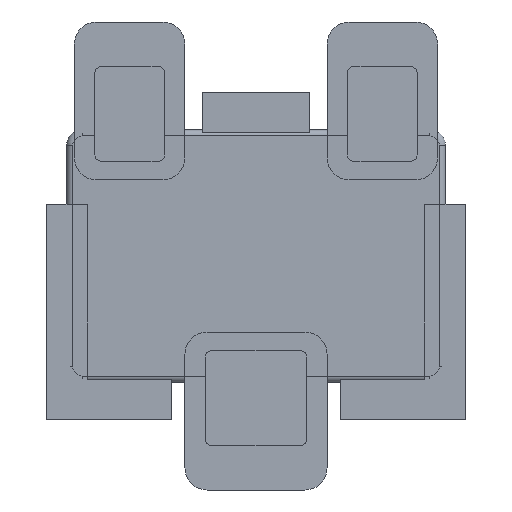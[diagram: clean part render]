
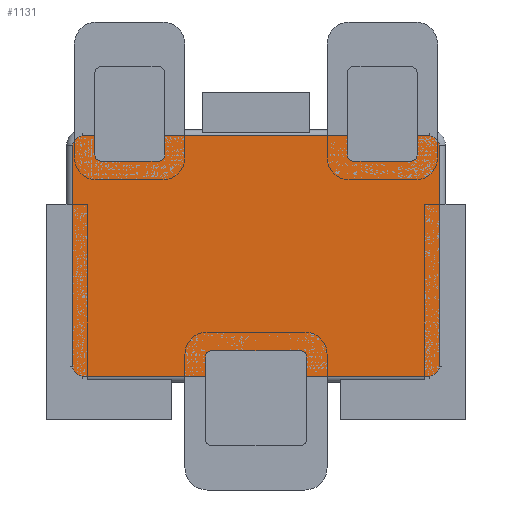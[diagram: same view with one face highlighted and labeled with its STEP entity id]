
A CAD part, front view. The second image highlights one B-rep face of the part: STEP entity #1131.
In plain terms, the highlighted planar face has unit normal (0, -1, 0).
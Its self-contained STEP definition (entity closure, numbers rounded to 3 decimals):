
#242 = CIRCLE ( 'NONE', #809, 0.03 ) ;
#384 = CARTESIAN_POINT ( 'NONE',  ( -0.55, 0., -0.35 ) ) ;
#809 = AXIS2_PLACEMENT_3D ( 'NONE', #6828, #5211, #2510 ) ;
#885 = LINE ( 'NONE', #1794, #4156 ) ;
#989 = VECTOR ( 'NONE', #1041, 1000. ) ;
#1041 = DIRECTION ( 'NONE',  ( -1., 0., 0. ) ) ;
#1053 = DIRECTION ( 'NONE',  ( 0., -1., 0. ) ) ;
#1073 = EDGE_LOOP ( 'NONE', ( #6947, #7081, #4242, #9684, #1592, #4962, #4759, #9387 ) ) ;
#1101 = LINE ( 'NONE', #3924, #989 ) ;
#1131 = ADVANCED_FACE ( 'NONE', ( #4968 ), #5851, .T. ) ;
#1592 = ORIENTED_EDGE ( 'NONE', *, *, #9765, .T. ) ;
#1762 = VERTEX_POINT ( 'NONE', #8733 ) ;
#1794 = CARTESIAN_POINT ( 'NONE',  ( 0.58, 0., 0.35 ) ) ;
#1895 = AXIS2_PLACEMENT_3D ( 'NONE', #7953, #3331, #6933 ) ;
#1961 = DIRECTION ( 'NONE',  ( 0., 0., -1. ) ) ;
#1985 = VERTEX_POINT ( 'NONE', #5544 ) ;
#2120 = VERTEX_POINT ( 'NONE', #4530 ) ;
#2152 = CARTESIAN_POINT ( 'NONE',  ( 0.55, 0., -0.35 ) ) ;
#2223 = CARTESIAN_POINT ( 'NONE',  ( 0.58, 0., -0.35 ) ) ;
#2239 = EDGE_CURVE ( 'NONE', #10112, #8742, #242, .T. ) ;
#2510 = DIRECTION ( 'NONE',  ( 0., 0., -1. ) ) ;
#3172 = DIRECTION ( 'NONE',  ( 0., 0., -1. ) ) ;
#3264 = DIRECTION ( 'NONE',  ( 0., 0., -1. ) ) ;
#3331 = DIRECTION ( 'NONE',  ( 0., -1., 0. ) ) ;
#3363 = VERTEX_POINT ( 'NONE', #10051 ) ;
#3613 = CARTESIAN_POINT ( 'NONE',  ( -0.55, 0., 0.35 ) ) ;
#3698 = AXIS2_PLACEMENT_3D ( 'NONE', #3613, #7154, #10775 ) ;
#3799 = CIRCLE ( 'NONE', #3984, 0.03 ) ;
#3924 = CARTESIAN_POINT ( 'NONE',  ( -0.55, 0., 0.38 ) ) ;
#3926 = LINE ( 'NONE', #6603, #4438 ) ;
#3984 = AXIS2_PLACEMENT_3D ( 'NONE', #384, #1053, #1961 ) ;
#4156 = VECTOR ( 'NONE', #5138, 1000. ) ;
#4242 = ORIENTED_EDGE ( 'NONE', *, *, #11242, .T. ) ;
#4438 = VECTOR ( 'NONE', #10959, 1000. ) ;
#4530 = CARTESIAN_POINT ( 'NONE',  ( -0.55, 0., 0.38 ) ) ;
#4759 = ORIENTED_EDGE ( 'NONE', *, *, #6097, .T. ) ;
#4962 = ORIENTED_EDGE ( 'NONE', *, *, #2239, .T. ) ;
#4968 = FACE_OUTER_BOUND ( 'NONE', #1073, .T. ) ;
#5138 = DIRECTION ( 'NONE',  ( 0., 0., 1. ) ) ;
#5211 = DIRECTION ( 'NONE',  ( 0., -1., 0. ) ) ;
#5544 = CARTESIAN_POINT ( 'NONE',  ( -0.58, 0., 0.35 ) ) ;
#5619 = DIRECTION ( 'NONE',  ( 0., -1., 0. ) ) ;
#5654 = CARTESIAN_POINT ( 'NONE',  ( -0.58, 0., -0.35 ) ) ;
#5768 = CIRCLE ( 'NONE', #1895, 0.03 ) ;
#5851 = PLANE ( 'NONE',  #10158 ) ;
#5953 = CARTESIAN_POINT ( 'NONE',  ( 0.55, 0., 0.38 ) ) ;
#6097 = EDGE_CURVE ( 'NONE', #8742, #3363, #885, .T. ) ;
#6603 = CARTESIAN_POINT ( 'NONE',  ( 0.55, 0., -0.38 ) ) ;
#6828 = CARTESIAN_POINT ( 'NONE',  ( 0.55, 0., -0.35 ) ) ;
#6933 = DIRECTION ( 'NONE',  ( 0., 0., -1. ) ) ;
#6947 = ORIENTED_EDGE ( 'NONE', *, *, #10632, .T. ) ;
#7081 = ORIENTED_EDGE ( 'NONE', *, *, #10197, .T. ) ;
#7154 = DIRECTION ( 'NONE',  ( 0., -1., 0. ) ) ;
#7245 = VECTOR ( 'NONE', #3264, 1000. ) ;
#7504 = VERTEX_POINT ( 'NONE', #9745 ) ;
#7523 = EDGE_CURVE ( 'NONE', #1762, #7504, #3799, .T. ) ;
#7953 = CARTESIAN_POINT ( 'NONE',  ( 0.55, 0., 0.35 ) ) ;
#7954 = CIRCLE ( 'NONE', #3698, 0.03 ) ;
#8733 = CARTESIAN_POINT ( 'NONE',  ( -0.58, 0., -0.35 ) ) ;
#8742 = VERTEX_POINT ( 'NONE', #2223 ) ;
#9387 = ORIENTED_EDGE ( 'NONE', *, *, #11038, .T. ) ;
#9399 = LINE ( 'NONE', #5654, #7245 ) ;
#9684 = ORIENTED_EDGE ( 'NONE', *, *, #7523, .T. ) ;
#9745 = CARTESIAN_POINT ( 'NONE',  ( -0.55, 0., -0.38 ) ) ;
#9765 = EDGE_CURVE ( 'NONE', #7504, #10112, #3926, .T. ) ;
#10051 = CARTESIAN_POINT ( 'NONE',  ( 0.58, 0., 0.35 ) ) ;
#10097 = VERTEX_POINT ( 'NONE', #5953 ) ;
#10112 = VERTEX_POINT ( 'NONE', #11233 ) ;
#10158 = AXIS2_PLACEMENT_3D ( 'NONE', #2152, #5619, #3172 ) ;
#10197 = EDGE_CURVE ( 'NONE', #2120, #1985, #7954, .T. ) ;
#10632 = EDGE_CURVE ( 'NONE', #10097, #2120, #1101, .T. ) ;
#10775 = DIRECTION ( 'NONE',  ( 0., 0., -1. ) ) ;
#10959 = DIRECTION ( 'NONE',  ( 1., 0., 0. ) ) ;
#11038 = EDGE_CURVE ( 'NONE', #3363, #10097, #5768, .T. ) ;
#11233 = CARTESIAN_POINT ( 'NONE',  ( 0.55, 0., -0.38 ) ) ;
#11242 = EDGE_CURVE ( 'NONE', #1985, #1762, #9399, .T. ) ;
